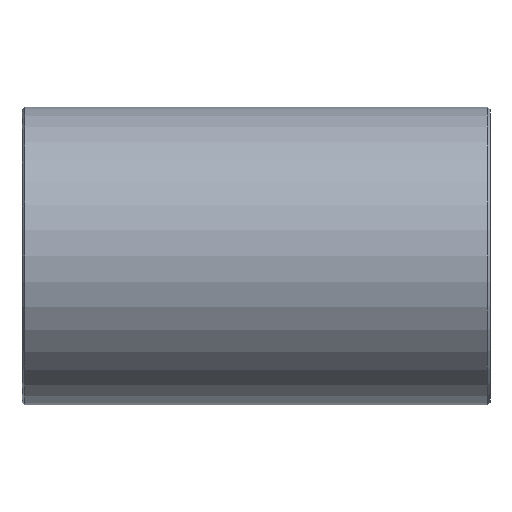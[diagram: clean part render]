
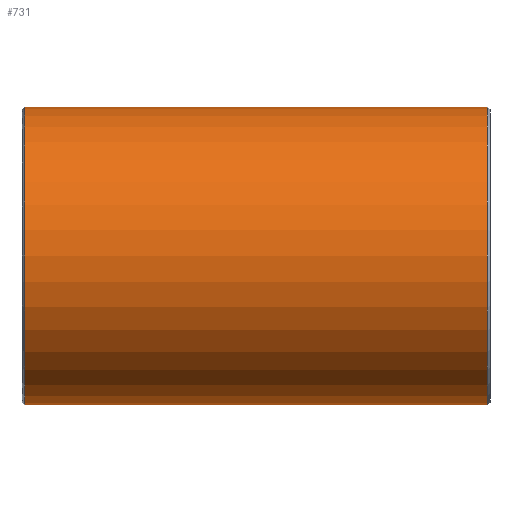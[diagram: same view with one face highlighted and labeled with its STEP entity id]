
A CAD part, front view. The second image highlights one B-rep face of the part: STEP entity #731.
In plain terms, the highlighted cylindrical face has radius 177.8 mm (diameter 355.6 mm), a partial arc.
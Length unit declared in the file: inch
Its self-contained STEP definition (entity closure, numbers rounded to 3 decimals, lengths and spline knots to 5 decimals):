
#8 = DIRECTION ( 'NONE',  ( 1., 0., 0. ) ) ;
#16 = DIRECTION ( 'NONE',  ( 0., 0., 1. ) ) ;
#24 = CARTESIAN_POINT ( 'NONE',  ( 11., 0., -7. ) ) ;
#35 = ORIENTED_EDGE ( 'NONE', *, *, #350, .F. ) ;
#97 = CARTESIAN_POINT ( 'NONE',  ( 10.875, 0., -7. ) ) ;
#137 = CARTESIAN_POINT ( 'NONE',  ( -10.875, 0., 0. ) ) ;
#150 = EDGE_LOOP ( 'NONE', ( #35, #746, #831, #542 ) ) ;
#160 = DIRECTION ( 'NONE',  ( 0., 0., -1. ) ) ;
#161 = CARTESIAN_POINT ( 'NONE',  ( 11., 0., 7. ) ) ;
#212 = AXIS2_PLACEMENT_3D ( 'NONE', #375, #621, #16 ) ;
#234 = LINE ( 'NONE', #24, #246 ) ;
#245 = CARTESIAN_POINT ( 'NONE',  ( 10.875, 0., 0. ) ) ;
#246 = VECTOR ( 'NONE', #612, 39.37008 ) ;
#253 = EDGE_CURVE ( 'NONE', #294, #647, #262, .T. ) ;
#262 = CIRCLE ( 'NONE', #837, 7. ) ;
#294 = VERTEX_POINT ( 'NONE', #97 ) ;
#301 = VECTOR ( 'NONE', #685, 39.37008 ) ;
#350 = EDGE_CURVE ( 'NONE', #294, #510, #234, .T. ) ;
#375 = CARTESIAN_POINT ( 'NONE',  ( 11., 0., 0. ) ) ;
#400 = CYLINDRICAL_SURFACE ( 'NONE', #212, 7. ) ;
#431 = VERTEX_POINT ( 'NONE', #705 ) ;
#437 = CARTESIAN_POINT ( 'NONE',  ( -10.875, 0., -7. ) ) ;
#510 = VERTEX_POINT ( 'NONE', #437 ) ;
#535 = EDGE_CURVE ( 'NONE', #431, #510, #796, .T. ) ;
#537 = AXIS2_PLACEMENT_3D ( 'NONE', #137, #8, #724 ) ;
#542 = ORIENTED_EDGE ( 'NONE', *, *, #535, .T. ) ;
#579 = CARTESIAN_POINT ( 'NONE',  ( 10.875, 0., 7. ) ) ;
#596 = FACE_OUTER_BOUND ( 'NONE', #150, .T. ) ;
#612 = DIRECTION ( 'NONE',  ( -1., 0., 0. ) ) ;
#621 = DIRECTION ( 'NONE',  ( -1., 0., 0. ) ) ;
#647 = VERTEX_POINT ( 'NONE', #579 ) ;
#685 = DIRECTION ( 'NONE',  ( -1., 0., 0. ) ) ;
#705 = CARTESIAN_POINT ( 'NONE',  ( -10.875, 0., 7. ) ) ;
#724 = DIRECTION ( 'NONE',  ( 0., 0., 1. ) ) ;
#731 = ADVANCED_FACE ( 'NONE', ( #596 ), #400, .T. ) ;
#742 = EDGE_CURVE ( 'NONE', #647, #431, #902, .T. ) ;
#746 = ORIENTED_EDGE ( 'NONE', *, *, #253, .T. ) ;
#796 = CIRCLE ( 'NONE', #537, 7. ) ;
#820 = DIRECTION ( 'NONE',  ( -1., 0., 0. ) ) ;
#831 = ORIENTED_EDGE ( 'NONE', *, *, #742, .T. ) ;
#837 = AXIS2_PLACEMENT_3D ( 'NONE', #245, #820, #160 ) ;
#902 = LINE ( 'NONE', #161, #301 ) ;
